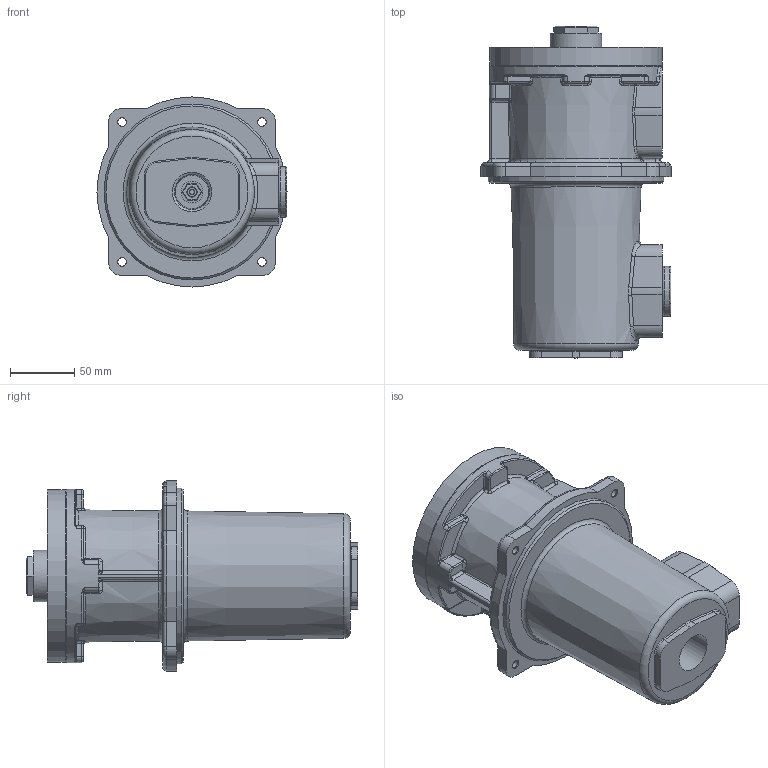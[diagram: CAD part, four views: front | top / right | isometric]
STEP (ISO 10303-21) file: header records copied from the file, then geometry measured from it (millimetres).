
FILE_DESCRIPTION(/* description */ ('Unknown'),/* implementation_level */ '2;1');
FILE_NAME(/* name */ 'OF.70800-001',/* time_stamp */ '2023-07-27T12:20:27+02:00',/* author */ ('Unknown'),/* organization */ ('Unknown'),/* preprocessor_version */ 'ST-DEVELOPER v18.102',/* originating_system */ 'Solid Edge',/* authorisation */ 'Unknown');
FILE_SCHEMA (('AUTOMOTIVE_DESIGN {1 0 10303 214 3 1 1}'));
Length unit declared in the file: millimetre
Products named in the file (2): OF; OF.70800
Assembly tree (1 placements, depth 2):
  OF
    OF.70800
Bounding box: 148 x 258.5 x 148 mm (x, y, z)
Volume: 1070516 mm3; surface area: 339644.4 mm2
Topology: 1 solids, 16 shells, 903 faces, 2075 edges, 1216 vertices
Faces by surface type: cylinder 306, plane 263, torus 227, bspline 67, cone 22, sphere 18
Full cylindrical faces by diameter (mm): 2 x1, 4 x1, 6.5 x4, 6.8 x1, 7 x4, 8 x8, 8.1 x1, 8.4 x1, 8.5 x6, 11.2 x1, 12.8 x1, 13 x6, 14 x6, 15.8 x2, 16 x1, 16.5 x1, 17 x1, 18.3 x1, 19 x2, 24.5 x1, 29 x1, 30 x1, 30.75 x4, 33 x1, 34 x1, 35 x1, 36.2 x1, 37 x1, 39 x1, 40 x1
Entity records: 27919 total; most frequent: CARTESIAN_POINT 8871, DIRECTION 4045, ORIENTED_EDGE 3696, EDGE_CURVE 1848, AXIS2_PLACEMENT_3D 1718, VERTEX_POINT 1163, EDGE_LOOP 1125, FACE_BOUND 1125
